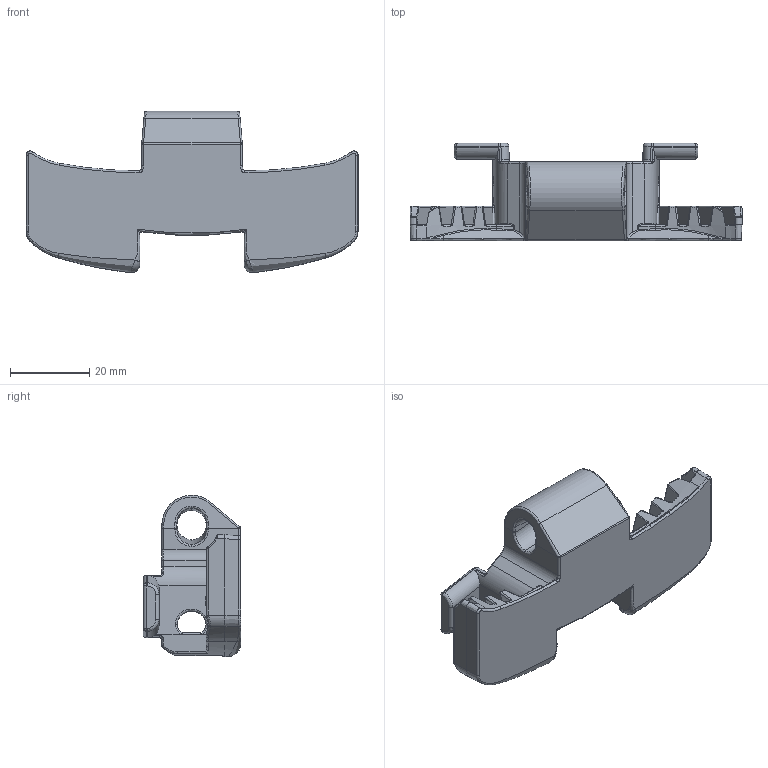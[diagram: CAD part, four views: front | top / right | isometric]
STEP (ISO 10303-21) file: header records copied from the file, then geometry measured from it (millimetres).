
FILE_DESCRIPTION((''),'2;1');
FILE_NAME('P1640','2024-05-23T08:57:57',('joakim.vodder'),(''),'CREO PARAMETRIC BY PTC INC, 2023134','CREO PARAMETRIC BY PTC INC, 2023134','');
FILE_SCHEMA(('AUTOMOTIVE_DESIGN { 1 0 10303 214 1 1 1 1 }'));
Products named in the file (1): P1640
Bounding box: 83.7 x 24.6 x 40.69 mm (x, y, z)
Volume: 20300.7 mm3; surface area: 11375 mm2
Topology: 1 solids, 1 shells, 1132 faces, 2868 edges, 1762 vertices
Faces by surface type: plane 551, cylinder 241, bspline 216, torus 57, sphere 46, cone 19, extrusion 2
Entity records: 58599 total; most frequent: CARTESIAN_POINT 24364, ORIENTED_EDGE 5732, DIRECTION 4707, PRESENTATION_STYLE_ASSIGNMENT 2867, STYLED_ITEM 2867, CURVE_STYLE 2866, EDGE_CURVE 2866, VECTOR 1765
